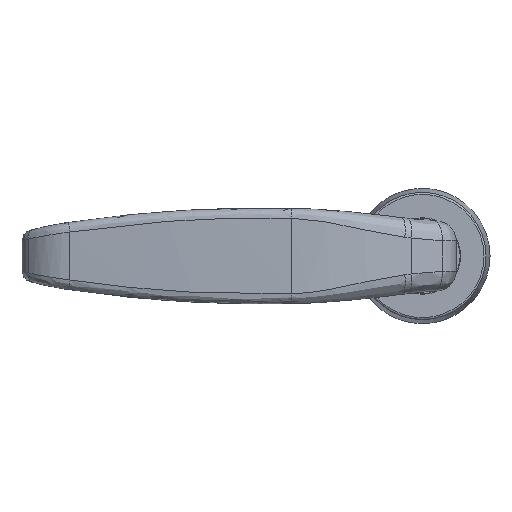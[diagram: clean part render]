
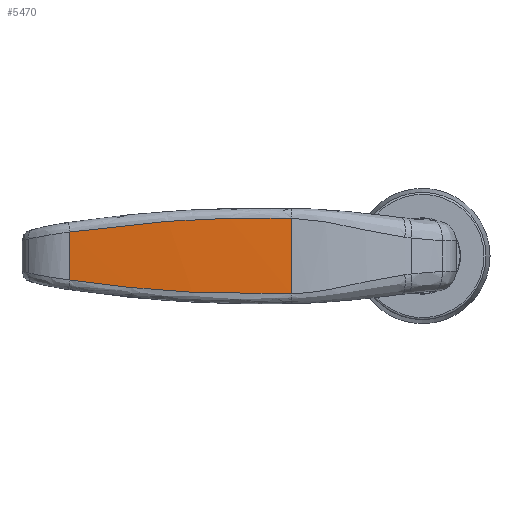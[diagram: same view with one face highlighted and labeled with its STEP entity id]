
A CAD part, front view. The second image highlights one B-rep face of the part: STEP entity #5470.
In plain terms, the highlighted cylindrical face has radius 516 mm (diameter 1032 mm), a partial arc.
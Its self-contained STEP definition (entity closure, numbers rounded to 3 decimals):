
#387=B_SPLINE_CURVE_WITH_KNOTS('',3,(#14165,#14166,#14167,#14168),
 .UNSPECIFIED.,.F.,.F.,(4,4),(-5.553,0.),.UNSPECIFIED.);
#399=B_SPLINE_CURVE_WITH_KNOTS('',3,(#14576,#14577,#14578,#14579,#14580),
 .UNSPECIFIED.,.F.,.F.,(4,1,4),(-5.553,-3.173,0.),
 .UNSPECIFIED.);
#820=LINE('',#14530,#1002);
#821=LINE('',#14575,#1003);
#1002=VECTOR('',#6936,10.);
#1003=VECTOR('',#6939,10.);
#1142=CYLINDRICAL_SURFACE('',#6021,516.);
#1420=FACE_OUTER_BOUND('',#1781,.T.);
#1781=EDGE_LOOP('',(#4688,#4689,#4690,#4691));
#2515=VERTEX_POINT('',#14129);
#2517=VERTEX_POINT('',#14164);
#2528=VERTEX_POINT('',#14529);
#2530=VERTEX_POINT('',#14574);
#3261=EDGE_CURVE('',#2515,#2517,#387,.T.);
#3281=EDGE_CURVE('',#2528,#2517,#820,.T.);
#3284=EDGE_CURVE('',#2515,#2530,#821,.T.);
#3285=EDGE_CURVE('',#2528,#2530,#399,.T.);
#4688=ORIENTED_EDGE('',*,*,#3261,.F.);
#4689=ORIENTED_EDGE('',*,*,#3284,.T.);
#4690=ORIENTED_EDGE('',*,*,#3285,.F.);
#4691=ORIENTED_EDGE('',*,*,#3281,.T.);
#5470=ADVANCED_FACE('',(#1420),#1142,.T.);
#6021=AXIS2_PLACEMENT_3D('',#14573,#6937,#6938);
#6936=DIRECTION('',(0.,0.,-1.));
#6937=DIRECTION('center_axis',(0.,0.,1.));
#6938=DIRECTION('ref_axis',(0.03,1.,0.));
#6939=DIRECTION('',(0.,0.,1.));
#14129=CARTESIAN_POINT('',(-96.999,21.432,-6.));
#14164=CARTESIAN_POINT('',(-41.393,22.77,-9.49));
#14165=CARTESIAN_POINT('Ctrl Pts',(-96.999,21.432,-6.));
#14166=CARTESIAN_POINT('Ctrl Pts',(-78.656,22.865,-8.723));
#14167=CARTESIAN_POINT('Ctrl Pts',(-59.981,23.325,-9.9));
#14168=CARTESIAN_POINT('Ctrl Pts',(-41.393,22.77,-9.49));
#14529=CARTESIAN_POINT('',(-41.393,22.77,9.49));
#14530=CARTESIAN_POINT('',(-41.393,22.77,0.));
#14573=CARTESIAN_POINT('Origin',(-56.799,-493.,0.));
#14574=CARTESIAN_POINT('',(-96.999,21.432,6.));
#14575=CARTESIAN_POINT('',(-96.999,21.432,0.));
#14576=CARTESIAN_POINT('Ctrl Pts',(-41.393,22.77,9.49));
#14577=CARTESIAN_POINT('Ctrl Pts',(-49.359,23.008,9.666));
#14578=CARTESIAN_POINT('Ctrl Pts',(-67.995,23.132,9.4));
#14579=CARTESIAN_POINT('Ctrl Pts',(-86.518,22.251,7.556));
#14580=CARTESIAN_POINT('Ctrl Pts',(-96.999,21.432,6.));
